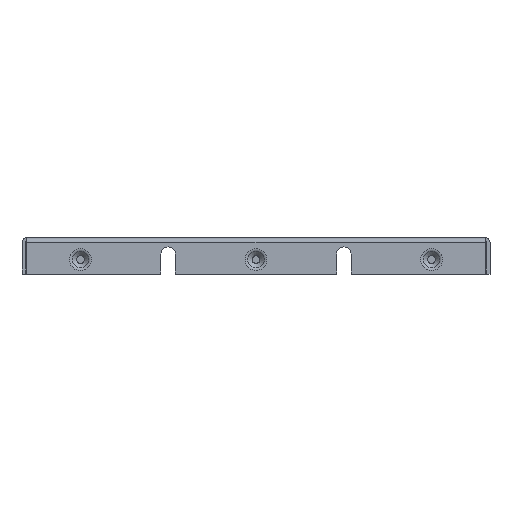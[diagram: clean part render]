
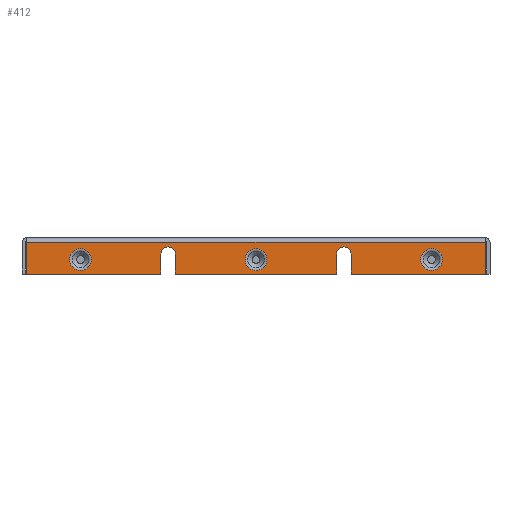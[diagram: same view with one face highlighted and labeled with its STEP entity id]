
A CAD part, front view. The second image highlights one B-rep face of the part: STEP entity #412.
In plain terms, the highlighted planar face has unit normal (0, -1, 0).
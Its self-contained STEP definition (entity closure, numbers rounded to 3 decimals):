
#412 = ADVANCED_FACE( '', ( #985, #986, #987, #988 ), #989, .F. );
#985 = FACE_BOUND( '', #1733, .T. );
#986 = FACE_BOUND( '', #1734, .T. );
#987 = FACE_BOUND( '', #1735, .T. );
#988 = FACE_OUTER_BOUND( '', #1736, .T. );
#989 = PLANE( '', #1737 );
#1733 = EDGE_LOOP( '', ( #2869 ) );
#1734 = EDGE_LOOP( '', ( #2870 ) );
#1735 = EDGE_LOOP( '', ( #2871 ) );
#1736 = EDGE_LOOP( '', ( #2872, #2873, #2874, #2875, #2876, #2877, #2878, #2879, #2880, #2881, #2882, #2883 ) );
#1737 = AXIS2_PLACEMENT_3D( '', #2884, #2885, #2886 );
#2869 = ORIENTED_EDGE( '', *, *, #4117, .T. );
#2870 = ORIENTED_EDGE( '', *, *, #4229, .T. );
#2871 = ORIENTED_EDGE( '', *, *, #4043, .T. );
#2872 = ORIENTED_EDGE( '', *, *, #4063, .T. );
#2873 = ORIENTED_EDGE( '', *, *, #4230, .T. );
#2874 = ORIENTED_EDGE( '', *, *, #4231, .T. );
#2875 = ORIENTED_EDGE( '', *, *, #4232, .F. );
#2876 = ORIENTED_EDGE( '', *, *, #4233, .F. );
#2877 = ORIENTED_EDGE( '', *, *, #4158, .F. );
#2878 = ORIENTED_EDGE( '', *, *, #4162, .F. );
#2879 = ORIENTED_EDGE( '', *, *, #4234, .F. );
#2880 = ORIENTED_EDGE( '', *, *, #4235, .F. );
#2881 = ORIENTED_EDGE( '', *, *, #4165, .T. );
#2882 = ORIENTED_EDGE( '', *, *, #4215, .F. );
#2883 = ORIENTED_EDGE( '', *, *, #4236, .F. );
#2884 = CARTESIAN_POINT( '', ( 0., -12.93, 0. ) );
#2885 = DIRECTION( '', ( 0., 1., 0. ) );
#2886 = DIRECTION( '', ( 0., 0., 1. ) );
#4043 = EDGE_CURVE( '', #4817, #4817, #4818, .T. );
#4063 = EDGE_CURVE( '', #4846, #4844, #4847, .T. );
#4117 = EDGE_CURVE( '', #4930, #4930, #4931, .T. );
#4158 = EDGE_CURVE( '', #4988, #4990, #4991, .T. );
#4162 = EDGE_CURVE( '', #4994, #4988, #4996, .T. );
#4165 = EDGE_CURVE( '', #5000, #4998, #5001, .T. );
#4215 = EDGE_CURVE( '', #5077, #4998, #5078, .T. );
#4229 = EDGE_CURVE( '', #5098, #5098, #5099, .T. );
#4230 = EDGE_CURVE( '', #4844, #5100, #5101, .T. );
#4231 = EDGE_CURVE( '', #5100, #5102, #5103, .T. );
#4232 = EDGE_CURVE( '', #5104, #5102, #5105, .T. );
#4233 = EDGE_CURVE( '', #4990, #5104, #5106, .T. );
#4234 = EDGE_CURVE( '', #5107, #4994, #5108, .T. );
#4235 = EDGE_CURVE( '', #5000, #5107, #5109, .T. );
#4236 = EDGE_CURVE( '', #4846, #5077, #5110, .T. );
#4817 = VERTEX_POINT( '', #5861 );
#4818 = CIRCLE( '', #5862, 0.604 );
#4844 = VERTEX_POINT( '', #5897 );
#4846 = VERTEX_POINT( '', #5900 );
#4847 = LINE( '', #5901, #5902 );
#4930 = VERTEX_POINT( '', #6008 );
#4931 = CIRCLE( '', #6009, 0.604 );
#4988 = VERTEX_POINT( '', #6084 );
#4990 = VERTEX_POINT( '', #6087 );
#4991 = CIRCLE( '', #6088, 0.4 );
#4994 = VERTEX_POINT( '', #6092 );
#4996 = LINE( '', #6095, #6096 );
#4998 = VERTEX_POINT( '', #6098 );
#5000 = VERTEX_POINT( '', #6100 );
#5001 = LINE( '', #6101, #6102 );
#5077 = VERTEX_POINT( '', #6199 );
#5078 = LINE( '', #6200, #6201 );
#5098 = VERTEX_POINT( '', #6230 );
#5099 = CIRCLE( '', #6231, 0.604 );
#5100 = VERTEX_POINT( '', #6232 );
#5101 = CIRCLE( '', #6233, 0.4 );
#5102 = VERTEX_POINT( '', #6234 );
#5103 = LINE( '', #6235, #6236 );
#5104 = VERTEX_POINT( '', #6237 );
#5105 = LINE( '', #6238, #6239 );
#5106 = LINE( '', #6240, #6241 );
#5107 = VERTEX_POINT( '', #6242 );
#5108 = LINE( '', #6243, #6244 );
#5109 = LINE( '', #6245, #6246 );
#5110 = LINE( '', #6247, #6248 );
#5861 = CARTESIAN_POINT( '', ( 9.7, -12.93, 1.404 ) );
#5862 = AXIS2_PLACEMENT_3D( '', #6890, #6891, #6892 );
#5897 = CARTESIAN_POINT( '', ( -5.25, -12.93, 1.1 ) );
#5900 = CARTESIAN_POINT( '', ( -5.25, -12.93, 0. ) );
#5901 = CARTESIAN_POINT( '', ( -5.25, -12.93, 0. ) );
#5902 = VECTOR( '', #6912, 1000. );
#6008 = CARTESIAN_POINT( '', ( 0., -12.93, 1.404 ) );
#6009 = AXIS2_PLACEMENT_3D( '', #6978, #6979, #6980 );
#6084 = CARTESIAN_POINT( '', ( 5.25, -12.93, 1.1 ) );
#6087 = CARTESIAN_POINT( '', ( 4.45, -12.93, 1.1 ) );
#6088 = AXIS2_PLACEMENT_3D( '', #7018, #7019, #7020 );
#6092 = CARTESIAN_POINT( '', ( 5.25, -12.93, 0. ) );
#6095 = CARTESIAN_POINT( '', ( 5.25, -12.93, 0. ) );
#6096 = VECTOR( '', #7023, 1000. );
#6098 = CARTESIAN_POINT( '', ( -12.68, -12.93, 1.75 ) );
#6100 = CARTESIAN_POINT( '', ( 12.68, -12.93, 1.75 ) );
#6101 = CARTESIAN_POINT( '', ( 12.68, -12.93, 1.75 ) );
#6102 = VECTOR( '', #7027, 1000. );
#6199 = CARTESIAN_POINT( '', ( -12.68, -12.93, 0. ) );
#6200 = CARTESIAN_POINT( '', ( -12.68, -12.93, 1.959 ) );
#6201 = VECTOR( '', #7088, 1000. );
#6230 = CARTESIAN_POINT( '', ( -9.7, -12.93, 1.404 ) );
#6231 = AXIS2_PLACEMENT_3D( '', #7101, #7102, #7103 );
#6232 = CARTESIAN_POINT( '', ( -4.45, -12.93, 1.1 ) );
#6233 = AXIS2_PLACEMENT_3D( '', #7104, #7105, #7106 );
#6234 = CARTESIAN_POINT( '', ( -4.45, -12.93, 0. ) );
#6235 = CARTESIAN_POINT( '', ( -4.45, -12.93, 1.1 ) );
#6236 = VECTOR( '', #7107, 1000. );
#6237 = CARTESIAN_POINT( '', ( 4.45, -12.93, 0. ) );
#6238 = CARTESIAN_POINT( '', ( 12.68, -12.93, 0. ) );
#6239 = VECTOR( '', #7108, 1000. );
#6240 = CARTESIAN_POINT( '', ( 4.45, -12.93, 1.1 ) );
#6241 = VECTOR( '', #7109, 1000. );
#6242 = CARTESIAN_POINT( '', ( 12.68, -12.93, 0. ) );
#6243 = CARTESIAN_POINT( '', ( 12.68, -12.93, 0. ) );
#6244 = VECTOR( '', #7110, 1000. );
#6245 = CARTESIAN_POINT( '', ( 12.68, -12.93, 1.959 ) );
#6246 = VECTOR( '', #7111, 1000. );
#6247 = CARTESIAN_POINT( '', ( 12.68, -12.93, 0. ) );
#6248 = VECTOR( '', #7112, 1000. );
#6890 = CARTESIAN_POINT( '', ( 9.7, -12.93, 0.8 ) );
#6891 = DIRECTION( '', ( 0., 1., 0. ) );
#6892 = DIRECTION( '', ( 0., 0., 1. ) );
#6912 = DIRECTION( '', ( 0., 0., 1. ) );
#6978 = CARTESIAN_POINT( '', ( 0., -12.93, 0.8 ) );
#6979 = DIRECTION( '', ( 0., 1., 0. ) );
#6980 = DIRECTION( '', ( 0., 0., 1. ) );
#7018 = CARTESIAN_POINT( '', ( 4.85, -12.93, 1.1 ) );
#7019 = DIRECTION( '', ( 0., -1., 0. ) );
#7020 = DIRECTION( '', ( 1., 0., 0. ) );
#7023 = DIRECTION( '', ( 0., 0., 1. ) );
#7027 = DIRECTION( '', ( -1., 0., 0. ) );
#7088 = DIRECTION( '', ( 0., 0., 1. ) );
#7101 = CARTESIAN_POINT( '', ( -9.7, -12.93, 0.8 ) );
#7102 = DIRECTION( '', ( 0., 1., 0. ) );
#7103 = DIRECTION( '', ( 0., 0., 1. ) );
#7104 = CARTESIAN_POINT( '', ( -4.85, -12.93, 1.1 ) );
#7105 = DIRECTION( '', ( 0., 1., 0. ) );
#7106 = DIRECTION( '', ( -1., 0., 0. ) );
#7107 = DIRECTION( '', ( 0., 0., -1. ) );
#7108 = DIRECTION( '', ( -1., 0., 0. ) );
#7109 = DIRECTION( '', ( 0., 0., -1. ) );
#7110 = DIRECTION( '', ( -1., 0., 0. ) );
#7111 = DIRECTION( '', ( 0., 0., -1. ) );
#7112 = DIRECTION( '', ( -1., 0., 0. ) );
